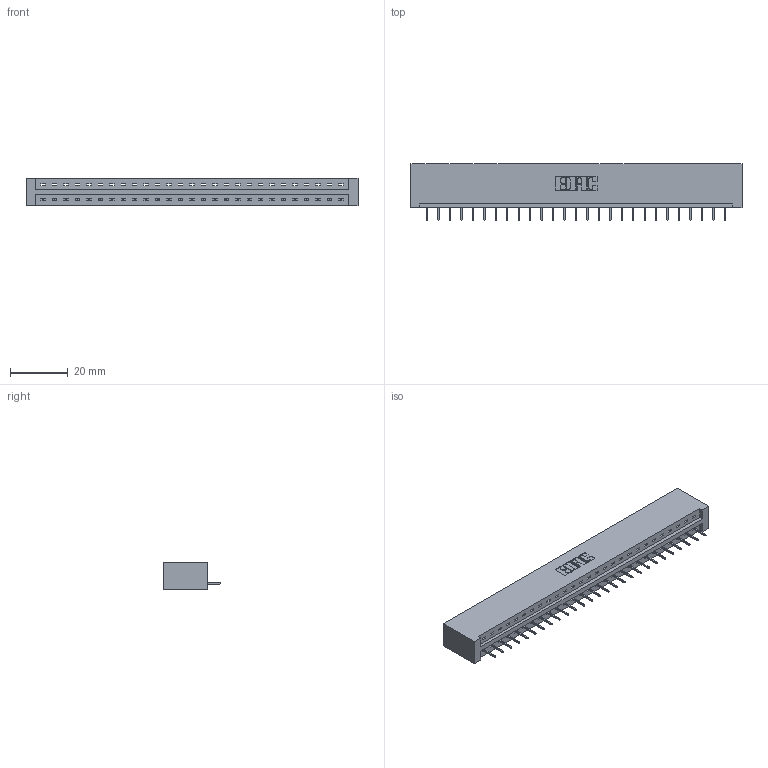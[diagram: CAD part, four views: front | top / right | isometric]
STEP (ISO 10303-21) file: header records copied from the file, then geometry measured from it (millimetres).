
FILE_DESCRIPTION (( 'STEP AP203' ), '1' );
FILE_NAME ('387-027-524-101.STEP', '2018-09-16T14:32:38', ( '' ), ( '' ), 'SwSTEP 2.0', 'SolidWorks 2016', '' );
FILE_SCHEMA (( 'CONFIG_CONTROL_DESIGN' ));
Length unit declared in the file: inch
Products named in the file (3): 337 Part_No Mounting Lugs; 345-292-001_345-293-124; 387-027-524-101
Assembly tree (28 placements, depth 2):
  387-027-524-101
    337 Part_No Mounting Lugs
    345-292-001_345-293-124  x27
Bounding box: 114.86 x 19.69 x 9.4 mm (x, y, z)
Volume: 12382 mm3; surface area: 12318.1 mm2
Topology: 28 solids, 28 shells, 1888 faces, 5471 edges, 3538 vertices
Faces by surface type: plane 1470, cylinder 418
Entity records: 21807 total; most frequent: CARTESIAN_POINT 3803, ORIENTED_EDGE 3766, DIRECTION 3225, EDGE_CURVE 1883, LINE 1767, VECTOR 1767, VERTEX_POINT 1250, AXIS2_PLACEMENT_3D 729
